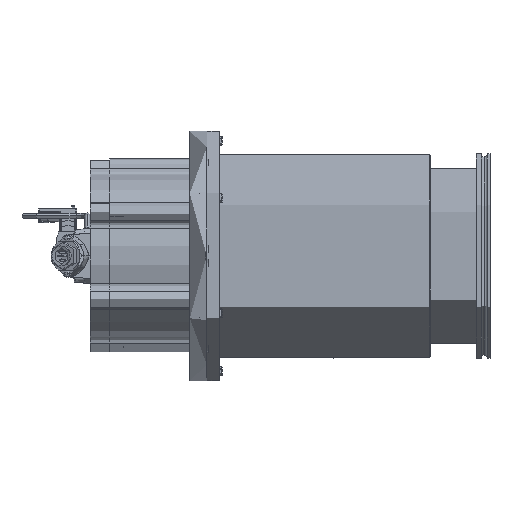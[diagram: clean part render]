
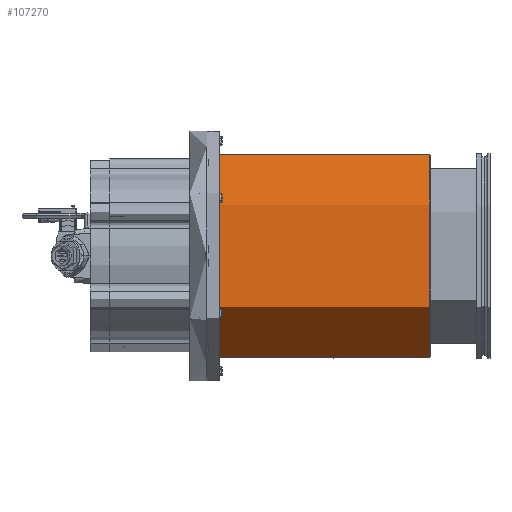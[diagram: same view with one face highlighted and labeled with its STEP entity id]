
A CAD part, top view. The second image highlights one B-rep face of the part: STEP entity #107270.
In plain terms, the highlighted cylindrical face has radius 89.5 mm (diameter 179 mm), a partial arc.
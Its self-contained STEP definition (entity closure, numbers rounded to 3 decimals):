
#5660 = DIRECTION ( 'NONE',  ( 1., 0., 0. ) ) ;
#10678 = CARTESIAN_POINT ( 'NONE',  ( 9., 89.5, 0. ) ) ;
#16764 = DIRECTION ( 'NONE',  ( 0., 1., 0. ) ) ;
#19570 = CARTESIAN_POINT ( 'NONE',  ( 9., -89.5, 0. ) ) ;
#51446 = CARTESIAN_POINT ( 'NONE',  ( 196.5, 89.5, 0. ) ) ;
#56644 = ORIENTED_EDGE ( 'NONE', *, *, #133866, .T. ) ;
#56948 = AXIS2_PLACEMENT_3D ( 'NONE', #276207, #146738, #16764 ) ;
#57974 = VERTEX_POINT ( 'NONE', #10678 ) ;
#78730 = DIRECTION ( 'NONE',  ( 0., 1., 0. ) ) ;
#94897 = CIRCLE ( 'NONE', #56948, 89.5 ) ;
#95920 = CARTESIAN_POINT ( 'NONE',  ( 196.5, 0., 0. ) ) ;
#103967 = DIRECTION ( 'NONE',  ( 1., 0., 0. ) ) ;
#105250 = VECTOR ( 'NONE', #121008, 1000. ) ;
#107270 = ADVANCED_FACE ( 'NONE', ( #179606 ), #267464, .T. ) ;
#107919 = EDGE_CURVE ( 'NONE', #57974, #246771, #148422, .T. ) ;
#121008 = DIRECTION ( 'NONE',  ( 1., 0., 0. ) ) ;
#128384 = EDGE_LOOP ( 'NONE', ( #56644, #152670, #256435, #241579 ) ) ;
#133866 = EDGE_CURVE ( 'NONE', #57974, #174550, #153967, .T. ) ;
#135444 = CARTESIAN_POINT ( 'NONE',  ( 9., 0., 0. ) ) ;
#146738 = DIRECTION ( 'NONE',  ( 1., 0., 0. ) ) ;
#148422 = LINE ( 'NONE', #233719, #256644 ) ;
#152670 = ORIENTED_EDGE ( 'NONE', *, *, #194072, .T. ) ;
#153967 = CIRCLE ( 'NONE', #194226, 89.5 ) ;
#157155 = DIRECTION ( 'NONE',  ( 0., 1., 0. ) ) ;
#161655 = EDGE_CURVE ( 'NONE', #246771, #176502, #94897, .T. ) ;
#174550 = VERTEX_POINT ( 'NONE', #19570 ) ;
#176502 = VERTEX_POINT ( 'NONE', #213626 ) ;
#179606 = FACE_OUTER_BOUND ( 'NONE', #128384, .T. ) ;
#181989 = DIRECTION ( 'NONE',  ( 1., 0., 0. ) ) ;
#194072 = EDGE_CURVE ( 'NONE', #174550, #176502, #277834, .T. ) ;
#194226 = AXIS2_PLACEMENT_3D ( 'NONE', #135444, #5660, #157155 ) ;
#213626 = CARTESIAN_POINT ( 'NONE',  ( 196.5, -89.5, 0. ) ) ;
#219190 = AXIS2_PLACEMENT_3D ( 'NONE', #95920, #181989, #78730 ) ;
#233719 = CARTESIAN_POINT ( 'NONE',  ( 196.5, 89.5, 0. ) ) ;
#241579 = ORIENTED_EDGE ( 'NONE', *, *, #107919, .F. ) ;
#246771 = VERTEX_POINT ( 'NONE', #51446 ) ;
#250525 = CARTESIAN_POINT ( 'NONE',  ( 196.5, -89.5, 0. ) ) ;
#256435 = ORIENTED_EDGE ( 'NONE', *, *, #161655, .F. ) ;
#256644 = VECTOR ( 'NONE', #103967, 1000. ) ;
#267464 = CYLINDRICAL_SURFACE ( 'NONE', #219190, 89.5 ) ;
#276207 = CARTESIAN_POINT ( 'NONE',  ( 196.5, 0., 0. ) ) ;
#277834 = LINE ( 'NONE', #250525, #105250 ) ;
